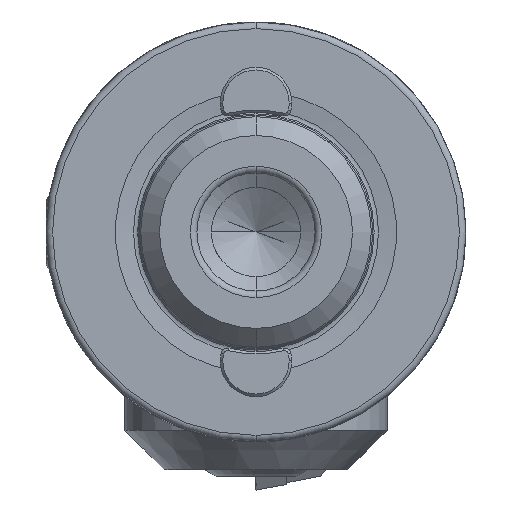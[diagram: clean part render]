
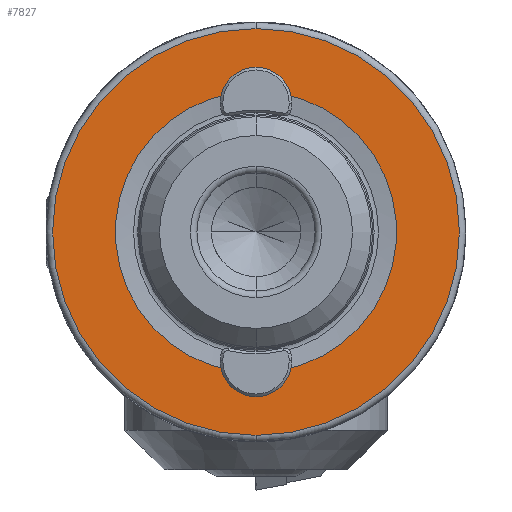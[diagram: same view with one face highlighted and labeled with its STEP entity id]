
A CAD part, left-side view. The second image highlights one B-rep face of the part: STEP entity #7827.
In plain terms, the highlighted planar face has unit normal (-1, 0, 0).
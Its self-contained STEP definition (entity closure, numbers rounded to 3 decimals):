
#591 = DIRECTION ( 'NONE',  ( -1., 0., 0. ) ) ;
#874 = CIRCLE ( 'NONE', #12474, 15.5 ) ;
#1954 = EDGE_CURVE ( 'NONE', #5798, #17944, #21490, .T. ) ;
#2625 = CARTESIAN_POINT ( 'NONE',  ( 0., 0., 10.85 ) ) ;
#2672 = CARTESIAN_POINT ( 'NONE',  ( 0., 0., 12.55 ) ) ;
#2832 = CARTESIAN_POINT ( 'NONE',  ( 0., 0., 0. ) ) ;
#3518 = VERTEX_POINT ( 'NONE', #30223 ) ;
#4273 = VERTEX_POINT ( 'NONE', #2672 ) ;
#4325 = EDGE_CURVE ( 'NONE', #18748, #3518, #17250, .T. ) ;
#4845 = EDGE_CURVE ( 'NONE', #23635, #28724, #874, .T. ) ;
#5004 = CIRCLE ( 'NONE', #5599, 1.7 ) ;
#5031 = DIRECTION ( 'NONE',  ( 0., 0., 1. ) ) ;
#5140 = CARTESIAN_POINT ( 'NONE',  ( 0., 0., 10.85 ) ) ;
#5252 = DIRECTION ( 'NONE',  ( 0., 0., 1. ) ) ;
#5267 = ORIENTED_EDGE ( 'NONE', *, *, #25426, .F. ) ;
#5599 = AXIS2_PLACEMENT_3D ( 'NONE', #23709, #9140, #26206 ) ;
#5798 = VERTEX_POINT ( 'NONE', #21983 ) ;
#6814 = CARTESIAN_POINT ( 'NONE',  ( 0., -1.679, -10.583 ) ) ;
#7249 = AXIS2_PLACEMENT_3D ( 'NONE', #2625, #19590, #5031 ) ;
#7610 = DIRECTION ( 'NONE',  ( 0., 0., 1. ) ) ;
#7827 = ADVANCED_FACE ( 'NONE', ( #15503, #14746 ), #13294, .F. ) ;
#7998 = AXIS2_PLACEMENT_3D ( 'NONE', #15149, #591, #17565 ) ;
#8175 = CIRCLE ( 'NONE', #7249, 1.7 ) ;
#8520 = ORIENTED_EDGE ( 'NONE', *, *, #4845, .T. ) ;
#8566 = EDGE_LOOP ( 'NONE', ( #17836, #8520 ) ) ;
#9140 = DIRECTION ( 'NONE',  ( -1., 0., 0. ) ) ;
#10122 = CARTESIAN_POINT ( 'NONE',  ( 0., 0., 0. ) ) ;
#10371 = CARTESIAN_POINT ( 'NONE',  ( 0., 0., 0. ) ) ;
#10960 = DIRECTION ( 'NONE',  ( 0., 0., -1. ) ) ;
#11521 = EDGE_CURVE ( 'NONE', #30330, #5798, #14657, .T. ) ;
#11533 = CARTESIAN_POINT ( 'NONE',  ( 0., 0., 15.5 ) ) ;
#12474 = AXIS2_PLACEMENT_3D ( 'NONE', #2832, #19813, #5252 ) ;
#12569 = DIRECTION ( 'NONE',  ( 0., 0., 1. ) ) ;
#12837 = DIRECTION ( 'NONE',  ( 0., 0., 1. ) ) ;
#13294 = PLANE ( 'NONE',  #29856 ) ;
#14129 = DIRECTION ( 'NONE',  ( -1., 0., 0. ) ) ;
#14657 = CIRCLE ( 'NONE', #27485, 10.715 ) ;
#14746 = FACE_OUTER_BOUND ( 'NONE', #8566, .T. ) ;
#15149 = CARTESIAN_POINT ( 'NONE',  ( 0., 0., -10.85 ) ) ;
#15503 = FACE_BOUND ( 'NONE', #27298, .T. ) ;
#16076 = ORIENTED_EDGE ( 'NONE', *, *, #27490, .F. ) ;
#16320 = ORIENTED_EDGE ( 'NONE', *, *, #11521, .F. ) ;
#17250 = CIRCLE ( 'NONE', #30619, 10.715 ) ;
#17565 = DIRECTION ( 'NONE',  ( 0., 0., 1. ) ) ;
#17836 = ORIENTED_EDGE ( 'NONE', *, *, #25552, .T. ) ;
#17944 = VERTEX_POINT ( 'NONE', #24501 ) ;
#18015 = CARTESIAN_POINT ( 'NONE',  ( 0., 0., -15.5 ) ) ;
#18748 = VERTEX_POINT ( 'NONE', #6814 ) ;
#19590 = DIRECTION ( 'NONE',  ( -1., 0., 0. ) ) ;
#19813 = DIRECTION ( 'NONE',  ( -1., 0., 0. ) ) ;
#20656 = CARTESIAN_POINT ( 'NONE',  ( 0., 1.679, 10.583 ) ) ;
#21490 = CIRCLE ( 'NONE', #7998, 1.7 ) ;
#21983 = CARTESIAN_POINT ( 'NONE',  ( 0., 1.679, -10.583 ) ) ;
#22130 = DIRECTION ( 'NONE',  ( -1., 0., 0. ) ) ;
#22145 = EDGE_CURVE ( 'NONE', #4273, #30330, #26249, .T. ) ;
#23553 = AXIS2_PLACEMENT_3D ( 'NONE', #10371, #27420, #12837 ) ;
#23635 = VERTEX_POINT ( 'NONE', #18015 ) ;
#23709 = CARTESIAN_POINT ( 'NONE',  ( 0., 0., -10.85 ) ) ;
#24501 = CARTESIAN_POINT ( 'NONE',  ( 0., 0., -12.55 ) ) ;
#24542 = CIRCLE ( 'NONE', #23553, 15.5 ) ;
#25423 = CARTESIAN_POINT ( 'NONE',  ( 0., 0., -10.715 ) ) ;
#25426 = EDGE_CURVE ( 'NONE', #3518, #4273, #8175, .T. ) ;
#25524 = DIRECTION ( 'NONE',  ( 1., 0., 0. ) ) ;
#25552 = EDGE_CURVE ( 'NONE', #28724, #23635, #24542, .T. ) ;
#25764 = ORIENTED_EDGE ( 'NONE', *, *, #1954, .F. ) ;
#26206 = DIRECTION ( 'NONE',  ( 0., 0., 1. ) ) ;
#26249 = CIRCLE ( 'NONE', #29241, 1.7 ) ;
#26597 = ORIENTED_EDGE ( 'NONE', *, *, #22145, .F. ) ;
#27138 = DIRECTION ( 'NONE',  ( -1., 0., 0. ) ) ;
#27298 = EDGE_LOOP ( 'NONE', ( #16320, #26597, #5267, #31019, #16076, #25764 ) ) ;
#27420 = DIRECTION ( 'NONE',  ( -1., 0., 0. ) ) ;
#27485 = AXIS2_PLACEMENT_3D ( 'NONE', #28734, #14129, #31203 ) ;
#27490 = EDGE_CURVE ( 'NONE', #17944, #18748, #5004, .T. ) ;
#28724 = VERTEX_POINT ( 'NONE', #11533 ) ;
#28734 = CARTESIAN_POINT ( 'NONE',  ( 0., 0., 0. ) ) ;
#29241 = AXIS2_PLACEMENT_3D ( 'NONE', #5140, #22130, #7610 ) ;
#29856 = AXIS2_PLACEMENT_3D ( 'NONE', #25423, #25524, #10960 ) ;
#30223 = CARTESIAN_POINT ( 'NONE',  ( 0., -1.679, 10.583 ) ) ;
#30330 = VERTEX_POINT ( 'NONE', #20656 ) ;
#30619 = AXIS2_PLACEMENT_3D ( 'NONE', #10122, #27138, #12569 ) ;
#31019 = ORIENTED_EDGE ( 'NONE', *, *, #4325, .F. ) ;
#31203 = DIRECTION ( 'NONE',  ( 0., 0., 1. ) ) ;
